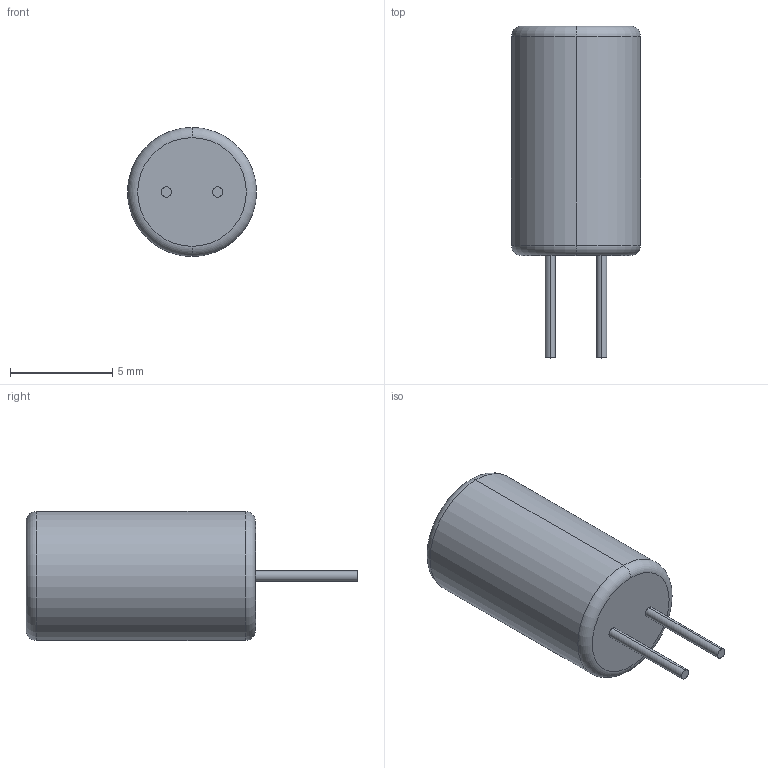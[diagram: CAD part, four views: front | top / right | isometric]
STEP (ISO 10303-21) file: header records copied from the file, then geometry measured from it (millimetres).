
FILE_DESCRIPTION (( 'STEP AP214' ), '1' );
FILE_NAME ('ecap-6_3-11_2.STEP', '2024-07-11T13:25:37', ( '' ), ( '' ), 'SwSTEP 2.0', 'SolidWorks 2020', '' );
FILE_SCHEMA (( 'AUTOMOTIVE_DESIGN' ));
Length unit declared in the file: millimetre
Products named in the file (1): ecap-6_3-11_2
Bounding box: 6.3 x 16.2 x 6.3 mm (x, y, z)
Volume: 339.5 mm3; surface area: 301.9 mm2
Topology: 1 solids, 1 shells, 31 faces, 71 edges, 46 vertices
Faces by surface type: plane 14, cylinder 13, torus 4
Entity records: 1262 total; most frequent: DIRECTION 169, CARTESIAN_POINT 149, ORIENTED_EDGE 142, EDGE_CURVE 71, AXIS2_PLACEMENT_3D 66, VERTEX_POINT 46, LINE 37, VECTOR 37
